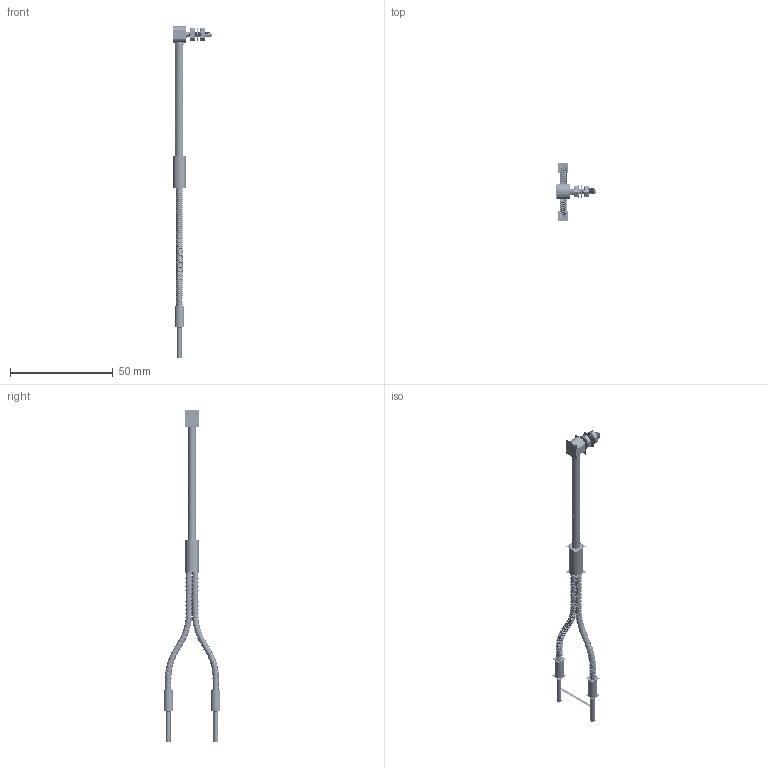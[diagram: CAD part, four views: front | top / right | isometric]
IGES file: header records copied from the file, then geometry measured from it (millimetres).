
Start section:  PTC IGES file: 211976.igs
Global section: file name: 211976.igs; native system: Creo Parametric by PTC Inc.; preprocessor: 2018300; author: pdmadmin; organization: Unknown; date: 20190517.101502; units: millimetre
Bounding box: 19.22 x 28.01 x 161.39 mm (x, y, z)
Volume: 2580.9 mm3; surface area: 41916.1 mm2
Topology: 6 solids, 10 shells, 792 faces, 4387 edges, 5686 vertices
Faces by surface type: revolution 500, bspline 290, extrusion 2
